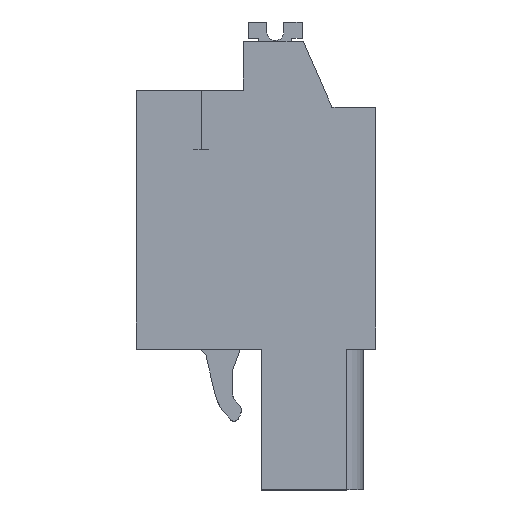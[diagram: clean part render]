
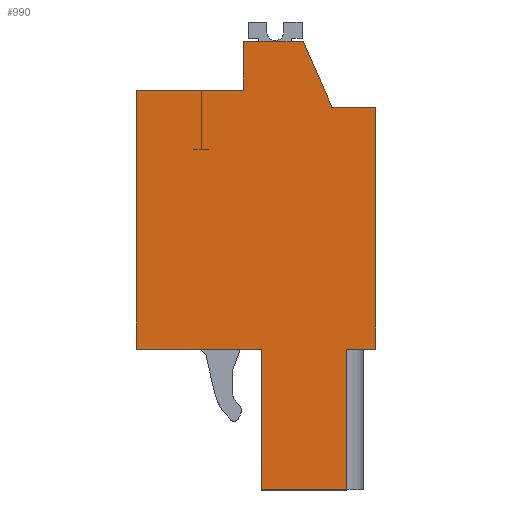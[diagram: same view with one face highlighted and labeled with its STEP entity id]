
A CAD part, left-side view. The second image highlights one B-rep face of the part: STEP entity #990.
In plain terms, the highlighted planar face has unit normal (-1, 0, 0).
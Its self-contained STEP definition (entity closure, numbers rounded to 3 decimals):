
#906=AXIS2_PLACEMENT_3D('Plane Axis2P3D',#903,#904,#905) ;
#42=CARTESIAN_POINT('Vertex',(0.,7.85,26.59)) ;
#45=CARTESIAN_POINT('Line Origine',(0.,6.075,26.59)) ;
#49=CARTESIAN_POINT('Vertex',(0.,4.3,26.59)) ;
#762=CARTESIAN_POINT('Vertex',(0.,7.85,23.69)) ;
#765=CARTESIAN_POINT('Line Origine',(0.,7.85,25.14)) ;
#903=CARTESIAN_POINT('Axis2P3D Location',(0.,6.8,8.35)) ;
#908=CARTESIAN_POINT('Line Origine',(0.,1.725,4.175)) ;
#912=CARTESIAN_POINT('Vertex',(0.,1.725,8.35)) ;
#914=CARTESIAN_POINT('Vertex',(0.,1.725,0.)) ;
#917=CARTESIAN_POINT('Line Origine',(0.,0.862,8.35)) ;
#921=CARTESIAN_POINT('Vertex',(0.,0.,8.35)) ;
#924=CARTESIAN_POINT('Line Origine',(0.,0.,15.52)) ;
#928=CARTESIAN_POINT('Vertex',(0.,0.,22.69)) ;
#931=CARTESIAN_POINT('Line Origine',(0.,1.3,22.69)) ;
#935=CARTESIAN_POINT('Vertex',(0.,2.6,22.69)) ;
#938=CARTESIAN_POINT('Line Origine',(0.,3.45,24.64)) ;
#943=CARTESIAN_POINT('Line Origine',(0.,11.025,23.69)) ;
#947=CARTESIAN_POINT('Vertex',(0.,14.2,23.69)) ;
#950=CARTESIAN_POINT('Line Origine',(0.,14.2,16.02)) ;
#954=CARTESIAN_POINT('Vertex',(0.,14.2,8.35)) ;
#957=CARTESIAN_POINT('Line Origine',(0.,10.485,8.35)) ;
#961=CARTESIAN_POINT('Vertex',(0.,6.771,8.35)) ;
#964=CARTESIAN_POINT('Line Origine',(0.,6.771,4.175)) ;
#968=CARTESIAN_POINT('Vertex',(0.,6.771,0.)) ;
#971=CARTESIAN_POINT('Line Origine',(0.,4.248,0.)) ;
#46=DIRECTION('Vector Direction',(0.,1.,0.)) ;
#766=DIRECTION('Vector Direction',(0.,0.,-1.)) ;
#904=DIRECTION('Axis2P3D Direction',(1.,0.,0.)) ;
#905=DIRECTION('Axis2P3D XDirection',(0.,1.,0.)) ;
#909=DIRECTION('Vector Direction',(0.,0.,-1.)) ;
#918=DIRECTION('Vector Direction',(0.,-1.,0.)) ;
#925=DIRECTION('Vector Direction',(0.,0.,-1.)) ;
#932=DIRECTION('Vector Direction',(0.,1.,0.)) ;
#939=DIRECTION('Vector Direction',(0.,0.4,0.917)) ;
#944=DIRECTION('Vector Direction',(0.,1.,0.)) ;
#951=DIRECTION('Vector Direction',(0.,0.,1.)) ;
#958=DIRECTION('Vector Direction',(0.,1.,0.)) ;
#965=DIRECTION('Vector Direction',(0.,0.,-1.)) ;
#972=DIRECTION('Vector Direction',(0.,1.,0.)) ;
#47=VECTOR('Line Direction',#46,1.) ;
#767=VECTOR('Line Direction',#766,1.) ;
#910=VECTOR('Line Direction',#909,1.) ;
#919=VECTOR('Line Direction',#918,1.) ;
#926=VECTOR('Line Direction',#925,1.) ;
#933=VECTOR('Line Direction',#932,1.) ;
#940=VECTOR('Line Direction',#939,1.) ;
#945=VECTOR('Line Direction',#944,1.) ;
#952=VECTOR('Line Direction',#951,1.) ;
#959=VECTOR('Line Direction',#958,1.) ;
#966=VECTOR('Line Direction',#965,1.) ;
#973=VECTOR('Line Direction',#972,1.) ;
#977=ORIENTED_EDGE('',*,*,#916,.F.) ;
#978=ORIENTED_EDGE('',*,*,#923,.F.) ;
#979=ORIENTED_EDGE('',*,*,#930,.F.) ;
#980=ORIENTED_EDGE('',*,*,#937,.T.) ;
#981=ORIENTED_EDGE('',*,*,#942,.T.) ;
#982=ORIENTED_EDGE('',*,*,#51,.T.) ;
#983=ORIENTED_EDGE('',*,*,#769,.T.) ;
#984=ORIENTED_EDGE('',*,*,#949,.T.) ;
#985=ORIENTED_EDGE('',*,*,#956,.F.) ;
#986=ORIENTED_EDGE('',*,*,#963,.F.) ;
#987=ORIENTED_EDGE('',*,*,#970,.T.) ;
#988=ORIENTED_EDGE('',*,*,#975,.F.) ;
#990=ADVANCED_FACE('HOUSING',(#989),#907,.F.) ;
#51=EDGE_CURVE('',#50,#43,#48,.T.) ;
#769=EDGE_CURVE('',#43,#763,#768,.T.) ;
#916=EDGE_CURVE('',#913,#915,#911,.T.) ;
#923=EDGE_CURVE('',#922,#913,#920,.F.) ;
#930=EDGE_CURVE('',#929,#922,#927,.T.) ;
#937=EDGE_CURVE('',#929,#936,#934,.T.) ;
#942=EDGE_CURVE('',#936,#50,#941,.T.) ;
#949=EDGE_CURVE('',#763,#948,#946,.T.) ;
#956=EDGE_CURVE('',#955,#948,#953,.T.) ;
#963=EDGE_CURVE('',#962,#955,#960,.T.) ;
#970=EDGE_CURVE('',#962,#969,#967,.T.) ;
#975=EDGE_CURVE('',#915,#969,#974,.T.) ;
#976=EDGE_LOOP('',(#977,#978,#979,#980,#981,#982,#983,#984,#985,#986,#987,#988)) ;
#989=FACE_OUTER_BOUND('',#976,.T.) ;
#48=LINE('Line',#45,#47) ;
#768=LINE('Line',#765,#767) ;
#911=LINE('Line',#908,#910) ;
#920=LINE('Line',#917,#919) ;
#927=LINE('Line',#924,#926) ;
#934=LINE('Line',#931,#933) ;
#941=LINE('Line',#938,#940) ;
#946=LINE('Line',#943,#945) ;
#953=LINE('Line',#950,#952) ;
#960=LINE('Line',#957,#959) ;
#967=LINE('Line',#964,#966) ;
#974=LINE('Line',#971,#973) ;
#907=PLANE('',#906) ;
#43=VERTEX_POINT('',#42) ;
#50=VERTEX_POINT('',#49) ;
#763=VERTEX_POINT('',#762) ;
#913=VERTEX_POINT('',#912) ;
#915=VERTEX_POINT('',#914) ;
#922=VERTEX_POINT('',#921) ;
#929=VERTEX_POINT('',#928) ;
#936=VERTEX_POINT('',#935) ;
#948=VERTEX_POINT('',#947) ;
#955=VERTEX_POINT('',#954) ;
#962=VERTEX_POINT('',#961) ;
#969=VERTEX_POINT('',#968) ;
